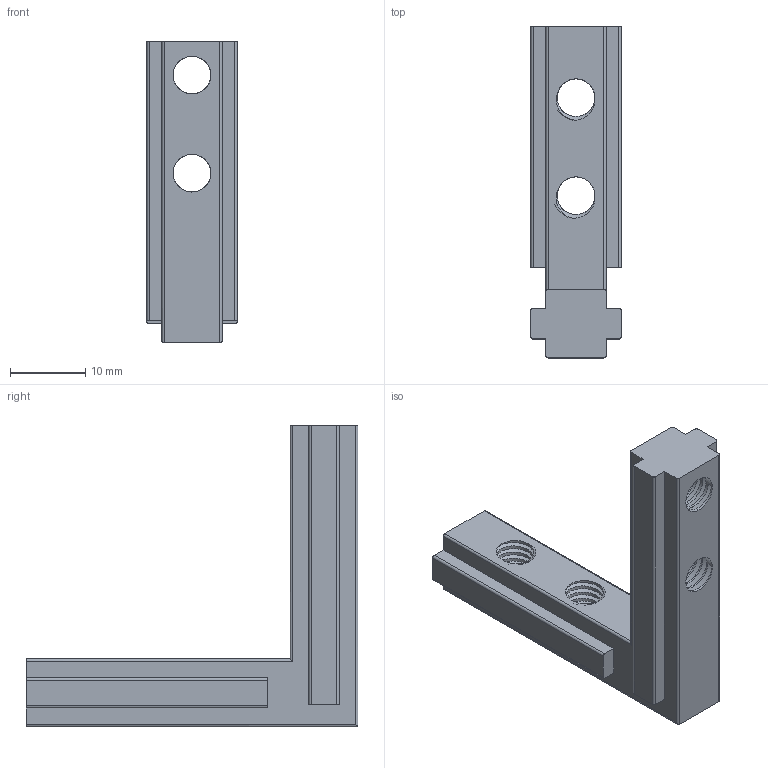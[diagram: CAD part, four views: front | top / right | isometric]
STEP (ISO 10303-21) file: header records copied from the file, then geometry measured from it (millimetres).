
FILE_DESCRIPTION (( 'STEP AP203' ), '1' );
FILE_NAME ('弊梓40源褒羞.STEP', '2019-07-25T02:23:15', ( 'admin' ), ( '' ), 'SwSTEP 2.0', 'SolidWorks 2017', '' );
FILE_SCHEMA (( 'CONFIG_CONTROL_DESIGN' ));
Length unit declared in the file: millimetre
Products named in the file (1): 弊梓40源褒羞
Bounding box: 12 x 44 x 40 mm (x, y, z)
Volume: 5670.8 mm3; surface area: 4187.9 mm2
Topology: 1 solids, 1 shells, 278 faces, 797 edges, 530 vertices
Faces by surface type: plane 154, cylinder 88, bspline 36
Entity records: 13816 total; most frequent: CARTESIAN_POINT 7108, ORIENTED_EDGE 1594, DIRECTION 1103, EDGE_CURVE 797, VECTOR 541, LINE 541, VERTEX_POINT 530, EDGE_LOOP 295
